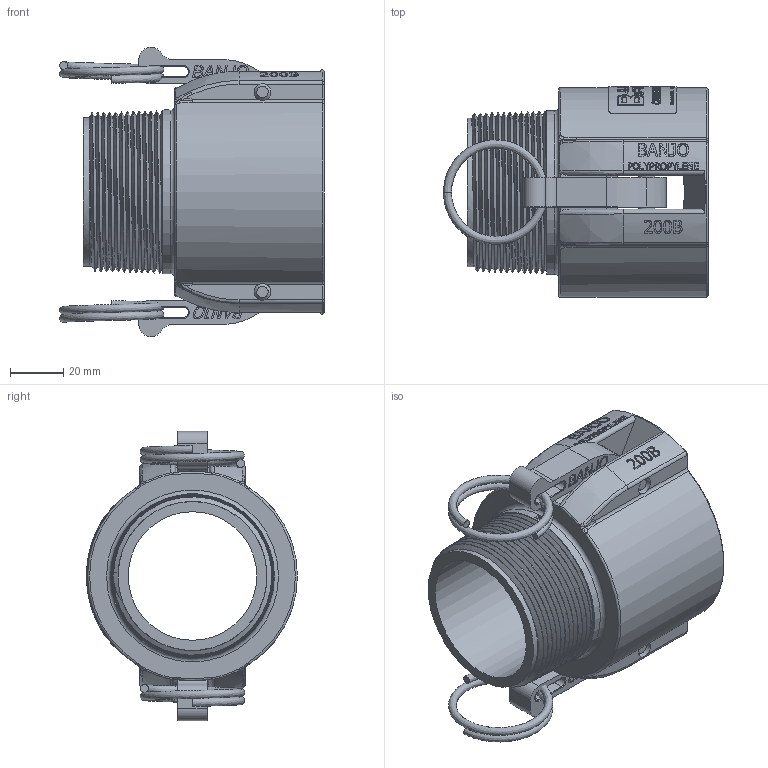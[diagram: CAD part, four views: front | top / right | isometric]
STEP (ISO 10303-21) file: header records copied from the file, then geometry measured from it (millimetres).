
FILE_DESCRIPTION(/* description */ ('2" Female Coupling X 2" Male NPT'),/* implementation_level */ '2;1');
FILE_NAME(/* name */ '200B.stp',/* time_stamp */ '2014-10-15T09:02:37-04:00',/* author */ ('areid'),/* organization */ (''),/* preprocessor_version */ 'ST-DEVELOPER v15.2',/* originating_system */ 'Autodesk Inventor 2014',/* authorisation */ '');
FILE_SCHEMA (('AUTOMOTIVE_DESIGN { 1 0 10303 214 3 1 1 }'));
Length unit declared in the file: inch
Products named in the file (8): 200XB; 150(200)XKS; 150RING; 150(200)KS; 200P; 200G; 150(200)D 200; 200B
Bounding box: 99.39 x 79.12 x 108.58 mm (x, y, z)
Volume: 167109.8 mm3; surface area: 71264.4 mm2
Topology: 9 solids, 9 shells, 2030 faces, 5389 edges, 3567 vertices
Faces by surface type: plane 967, bspline 767, cylinder 253, cone 32, torus 11
Full cylindrical faces by diameter (mm): 6.325 x2, 6.35 x4, 6.553 x2, 48.26 x1, 50.8 x1, 55.88 x1, 61.468 x1, 64.313 x1, 66.675 x1, 67.691 x1
Entity records: 139656 total; most frequent: CARTESIAN_POINT 97913, ORIENTED_EDGE 9668, DIRECTION 6108, EDGE_CURVE 4834, VERTEX_POINT 3214, LINE 2160, VECTOR 2160, EDGE_LOOP 2040
